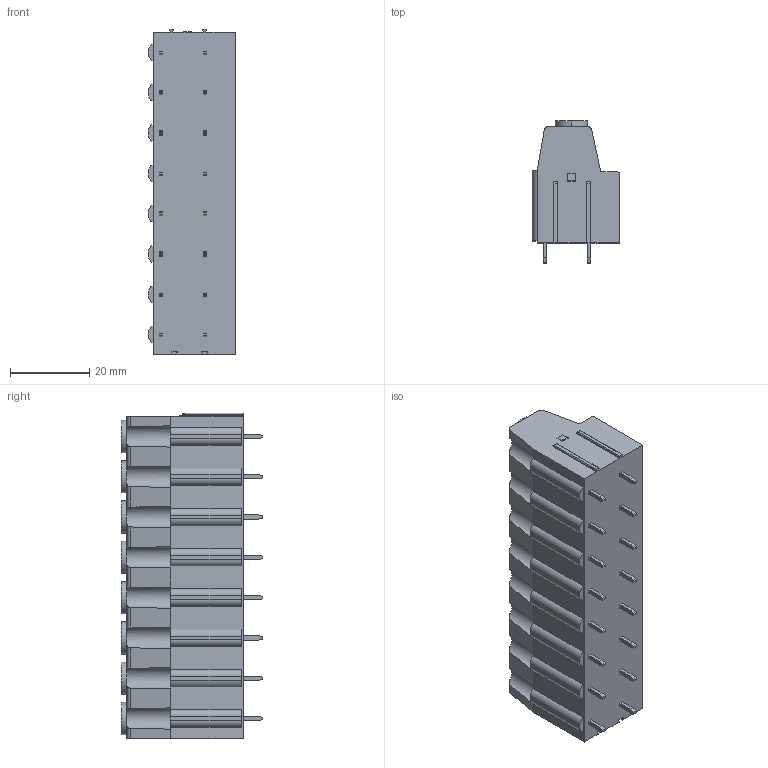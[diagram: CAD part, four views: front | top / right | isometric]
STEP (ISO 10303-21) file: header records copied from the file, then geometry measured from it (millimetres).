
FILE_DESCRIPTION((''),'2;1');
FILE_NAME('PRT0001','2024-09-27T',('sj'),(''),'PRO/ENGINEER BY PARAMETRIC TECHNOLOGY CORPORATION, 2013240','PRO/ENGINEER BY PARAMETRIC TECHNOLOGY CORPORATION, 2013240','');
FILE_SCHEMA(('AUTOMOTIVE_DESIGN_CC2 { 1 2 10303 214 -1 1 5 2 }'));
Length unit declared in the file: millimetre
Products named in the file (1): PRT0001
Bounding box: 22 x 35.8 x 82.03 mm (x, y, z)
Volume: 37454.4 mm3; surface area: 12887.6 mm2
Topology: 1 solids, 1 shells, 455 faces, 1164 edges, 760 vertices
Faces by surface type: plane 328, cylinder 127
Entity records: 13844 total; most frequent: CARTESIAN_POINT 2591, ORIENTED_EDGE 2328, DIRECTION 2308, EDGE_CURVE 1164, VECTOR 858, LINE 858, VERTEX_POINT 760, AXIS2_PLACEMENT_3D 725
